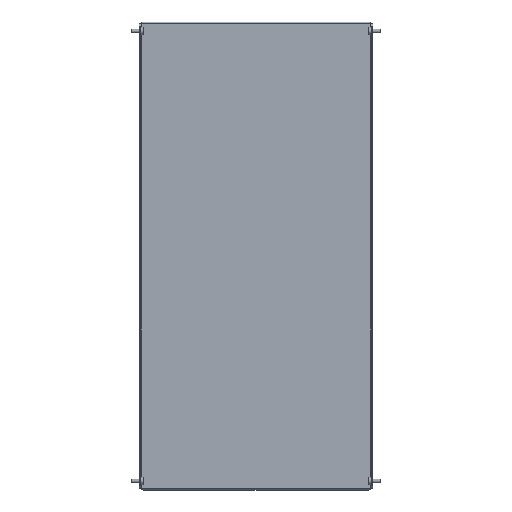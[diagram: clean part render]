
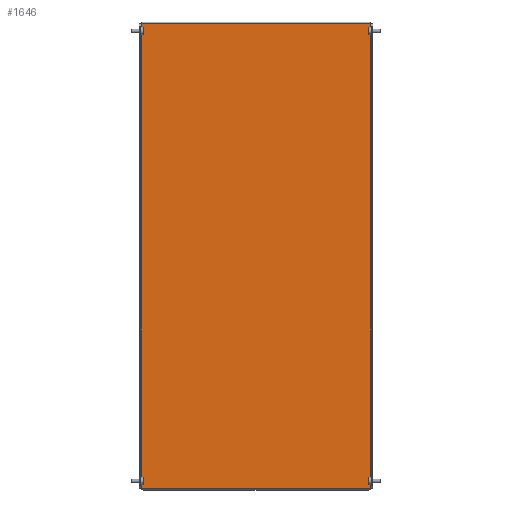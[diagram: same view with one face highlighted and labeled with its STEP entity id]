
A CAD part, top view. The second image highlights one B-rep face of the part: STEP entity #1646.
In plain terms, the highlighted planar face has unit normal (0, 0, 1).
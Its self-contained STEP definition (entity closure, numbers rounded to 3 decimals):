
#33 = EDGE_CURVE ( 'NONE', #1225, #1986, #1294, .T. ) ;
#39 = DIRECTION ( 'NONE',  ( 0., 0., 1. ) ) ;
#67 = ORIENTED_EDGE ( 'NONE', *, *, #460, .T. ) ;
#123 = LINE ( 'NONE', #1357, #2306 ) ;
#147 = DIRECTION ( 'NONE',  ( 0., 1., 0. ) ) ;
#229 = CARTESIAN_POINT ( 'NONE',  ( 146.5, 296.5, 0. ) ) ;
#237 = CARTESIAN_POINT ( 'NONE',  ( 146.5, 296.5, 0. ) ) ;
#324 = LINE ( 'NONE', #1769, #1806 ) ;
#410 = AXIS2_PLACEMENT_3D ( 'NONE', #1490, #39, #610 ) ;
#440 = ORIENTED_EDGE ( 'NONE', *, *, #1409, .T. ) ;
#460 = EDGE_CURVE ( 'NONE', #1575, #1394, #898, .T. ) ;
#610 = DIRECTION ( 'NONE',  ( 1., 0., 0. ) ) ;
#615 = VECTOR ( 'NONE', #1640, 1000. ) ;
#898 = LINE ( 'NONE', #1616, #1576 ) ;
#1083 = CARTESIAN_POINT ( 'NONE',  ( -146.5, -296.5, 0. ) ) ;
#1090 = EDGE_CURVE ( 'NONE', #1394, #1225, #324, .T. ) ;
#1152 = PLANE ( 'NONE',  #410 ) ;
#1167 = ORIENTED_EDGE ( 'NONE', *, *, #1090, .T. ) ;
#1225 = VERTEX_POINT ( 'NONE', #229 ) ;
#1294 = LINE ( 'NONE', #237, #615 ) ;
#1315 = FACE_OUTER_BOUND ( 'NONE', #1591, .T. ) ;
#1357 = CARTESIAN_POINT ( 'NONE',  ( -146.5, 299., 0. ) ) ;
#1394 = VERTEX_POINT ( 'NONE', #1573 ) ;
#1409 = EDGE_CURVE ( 'NONE', #1986, #1575, #123, .T. ) ;
#1490 = CARTESIAN_POINT ( 'NONE',  ( 0., 0., 0. ) ) ;
#1573 = CARTESIAN_POINT ( 'NONE',  ( 146.5, -296.5, 0. ) ) ;
#1575 = VERTEX_POINT ( 'NONE', #1083 ) ;
#1576 = VECTOR ( 'NONE', #2341, 1000. ) ;
#1591 = EDGE_LOOP ( 'NONE', ( #440, #67, #1167, #2112 ) ) ;
#1606 = CARTESIAN_POINT ( 'NONE',  ( -146.5, 296.5, 0. ) ) ;
#1616 = CARTESIAN_POINT ( 'NONE',  ( -146.5, -296.5, 0. ) ) ;
#1640 = DIRECTION ( 'NONE',  ( -1., 0., 0. ) ) ;
#1646 = ADVANCED_FACE ( 'NONE', ( #1315 ), #1152, .T. ) ;
#1730 = DIRECTION ( 'NONE',  ( 0., -1., 0. ) ) ;
#1769 = CARTESIAN_POINT ( 'NONE',  ( 146.5, 299., 0. ) ) ;
#1806 = VECTOR ( 'NONE', #147, 1000. ) ;
#1986 = VERTEX_POINT ( 'NONE', #1606 ) ;
#2112 = ORIENTED_EDGE ( 'NONE', *, *, #33, .T. ) ;
#2306 = VECTOR ( 'NONE', #1730, 1000. ) ;
#2341 = DIRECTION ( 'NONE',  ( 1., 0., 0. ) ) ;
